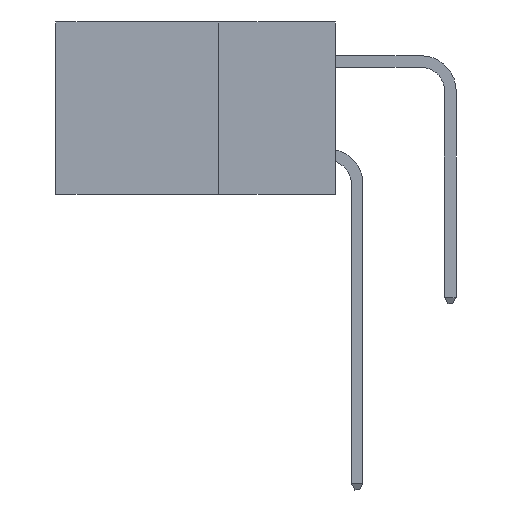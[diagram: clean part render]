
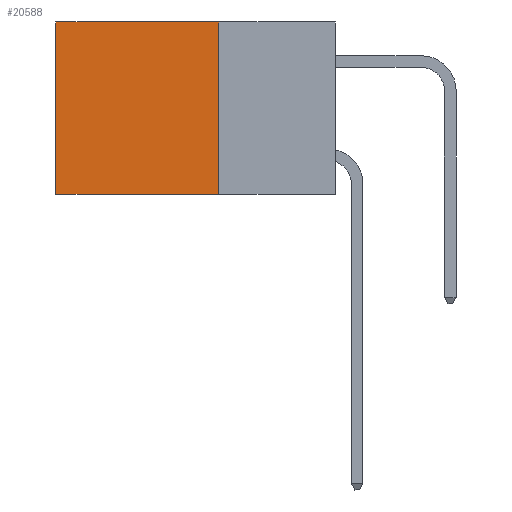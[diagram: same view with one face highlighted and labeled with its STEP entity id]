
A CAD part, left-side view. The second image highlights one B-rep face of the part: STEP entity #20588.
In plain terms, the highlighted planar face has unit normal (-1, 0, 0).
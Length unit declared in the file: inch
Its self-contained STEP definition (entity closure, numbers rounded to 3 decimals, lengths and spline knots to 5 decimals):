
#481 = CARTESIAN_POINT ( 'NONE',  ( 0.2875, 0.25, 0. ) ) ;
#894 = DIRECTION ( 'NONE',  ( 1., 0., 0. ) ) ;
#2215 = CARTESIAN_POINT ( 'NONE',  ( 0.2875, 0.25, -0.37 ) ) ;
#2294 = EDGE_LOOP ( 'NONE', ( #33939, #42264, #16192, #2790 ) ) ;
#2790 = ORIENTED_EDGE ( 'NONE', *, *, #12610, .T. ) ;
#4639 = FACE_OUTER_BOUND ( 'NONE', #2294, .T. ) ;
#5461 = VERTEX_POINT ( 'NONE', #9573 ) ;
#6202 = LINE ( 'NONE', #33078, #41075 ) ;
#6642 = VERTEX_POINT ( 'NONE', #27341 ) ;
#8187 = LINE ( 'NONE', #42098, #31947 ) ;
#8396 = VECTOR ( 'NONE', #16263, 39.37008 ) ;
#9296 = DIRECTION ( 'NONE',  ( 0., 1., 0. ) ) ;
#9573 = CARTESIAN_POINT ( 'NONE',  ( 0.2875, 0.6, -0.37 ) ) ;
#10103 = EDGE_CURVE ( 'NONE', #34129, #5461, #40722, .T. ) ;
#11978 = DIRECTION ( 'NONE',  ( 0., 0., -1. ) ) ;
#12610 = EDGE_CURVE ( 'NONE', #41751, #6642, #6202, .T. ) ;
#14346 = CARTESIAN_POINT ( 'NONE',  ( 0.2875, 0.25, 0. ) ) ;
#15818 = CARTESIAN_POINT ( 'NONE',  ( 0.2875, 0.6, 0. ) ) ;
#15826 = DIRECTION ( 'NONE',  ( 0., 1., 0. ) ) ;
#16192 = ORIENTED_EDGE ( 'NONE', *, *, #35551, .F. ) ;
#16263 = DIRECTION ( 'NONE',  ( 0., 0., -1. ) ) ;
#17389 = LINE ( 'NONE', #15818, #8396 ) ;
#20588 = ADVANCED_FACE ( 'NONE', ( #4639 ), #31207, .F. ) ;
#21545 = EDGE_CURVE ( 'NONE', #6642, #5461, #17389, .T. ) ;
#21859 = DIRECTION ( 'NONE',  ( 0., 0., -1. ) ) ;
#23159 = CARTESIAN_POINT ( 'NONE',  ( 0.2875, 0.25, -0.37 ) ) ;
#27341 = CARTESIAN_POINT ( 'NONE',  ( 0.2875, 0.6, 0. ) ) ;
#29117 = VECTOR ( 'NONE', #15826, 39.37008 ) ;
#31207 = PLANE ( 'NONE',  #35087 ) ;
#31947 = VECTOR ( 'NONE', #21859, 39.37008 ) ;
#33078 = CARTESIAN_POINT ( 'NONE',  ( 0.2875, 0.25, 0. ) ) ;
#33939 = ORIENTED_EDGE ( 'NONE', *, *, #21545, .T. ) ;
#34129 = VERTEX_POINT ( 'NONE', #23159 ) ;
#35087 = AXIS2_PLACEMENT_3D ( 'NONE', #14346, #894, #11978 ) ;
#35551 = EDGE_CURVE ( 'NONE', #41751, #34129, #8187, .T. ) ;
#40722 = LINE ( 'NONE', #2215, #29117 ) ;
#41075 = VECTOR ( 'NONE', #9296, 39.37008 ) ;
#41751 = VERTEX_POINT ( 'NONE', #481 ) ;
#42098 = CARTESIAN_POINT ( 'NONE',  ( 0.2875, 0.25, 0. ) ) ;
#42264 = ORIENTED_EDGE ( 'NONE', *, *, #10103, .F. ) ;
